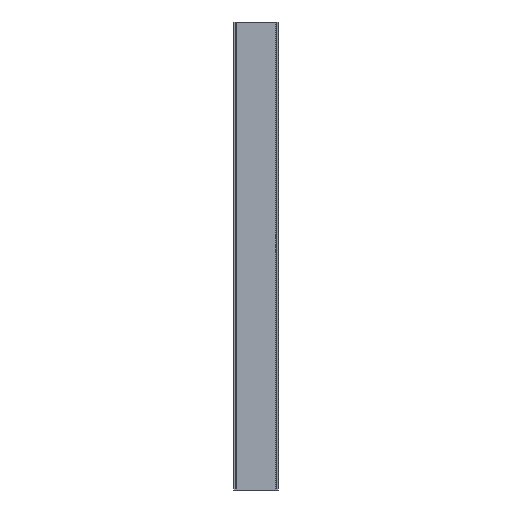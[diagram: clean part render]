
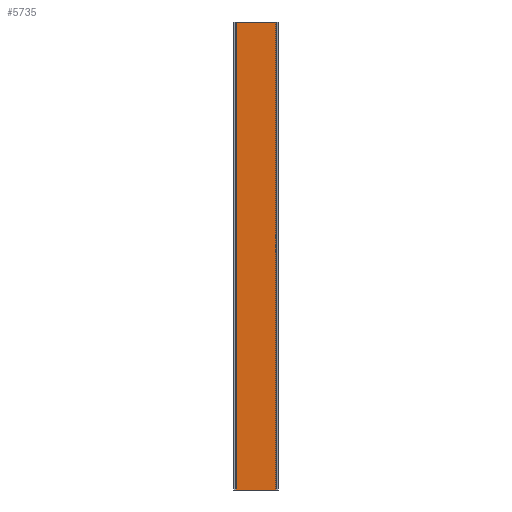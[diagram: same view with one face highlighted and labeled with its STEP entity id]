
A CAD part, left-side view. The second image highlights one B-rep face of the part: STEP entity #5735.
In plain terms, the highlighted face is planar.
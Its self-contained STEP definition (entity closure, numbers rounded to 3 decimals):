
#2883=DIRECTION('',(0.,0.,1.));
#2884=VECTOR('',#2883,483.6);
#2885=CARTESIAN_POINT('',(3418.39,680.997,
0.));
#2886=LINE('',#2885,#2884);
#2890=DIRECTION('',(0.,1.,0.));
#2891=VECTOR('',#2890,40.317);
#2892=CARTESIAN_POINT('',(3418.39,640.68,483.6));
#2893=LINE('',#2892,#2891);
#2897=DIRECTION('',(0.,-1.,0.));
#2898=VECTOR('',#2897,40.317);
#2899=CARTESIAN_POINT('',(3418.39,680.997,
0.));
#2900=LINE('',#2899,#2898);
#2904=DIRECTION('',(0.,0.,-1.));
#2905=VECTOR('',#2904,483.6);
#2906=CARTESIAN_POINT('',(3418.39,640.68,483.6));
#2907=LINE('',#2906,#2905);
#3284=CARTESIAN_POINT('',(3418.39,680.997,483.6));
#3285=VERTEX_POINT('',#3284);
#3286=CARTESIAN_POINT('',(3418.39,640.68,483.6));
#3287=VERTEX_POINT('',#3286);
#3290=CARTESIAN_POINT('',(3418.39,640.68,
0.));
#3291=VERTEX_POINT('',#3290);
#3292=CARTESIAN_POINT('',(3418.39,680.997,
0.));
#3293=VERTEX_POINT('',#3292);
#5723=CARTESIAN_POINT('',(3418.39,660.839,733.6));
#5724=DIRECTION('',(1.,0.,0.));
#5725=DIRECTION('',(0.,-1.,0.));
#5726=AXIS2_PLACEMENT_3D('',#5723,#5724,#5725);
#5727=PLANE('',#5726);
#5728=ORIENTED_EDGE('',*,*,#4622,.T.);
#5729=ORIENTED_EDGE('',*,*,#5718,.F.);
#5730=ORIENTED_EDGE('',*,*,#3761,.T.);
#5732=ORIENTED_EDGE('',*,*,#5731,.F.);
#5733=EDGE_LOOP('',(#5728,#5729,#5730,#5732));
#5734=FACE_OUTER_BOUND('',#5733,.F.);
#3761=EDGE_CURVE('',#3293,#3291,#2900,.T.);
#4622=EDGE_CURVE('',#3287,#3285,#2893,.T.);
#5718=EDGE_CURVE('',#3293,#3285,#2886,.T.);
#5731=EDGE_CURVE('',#3287,#3291,#2907,.T.);
#5735=ADVANCED_FACE('',(#5734),#5727,.T.);
